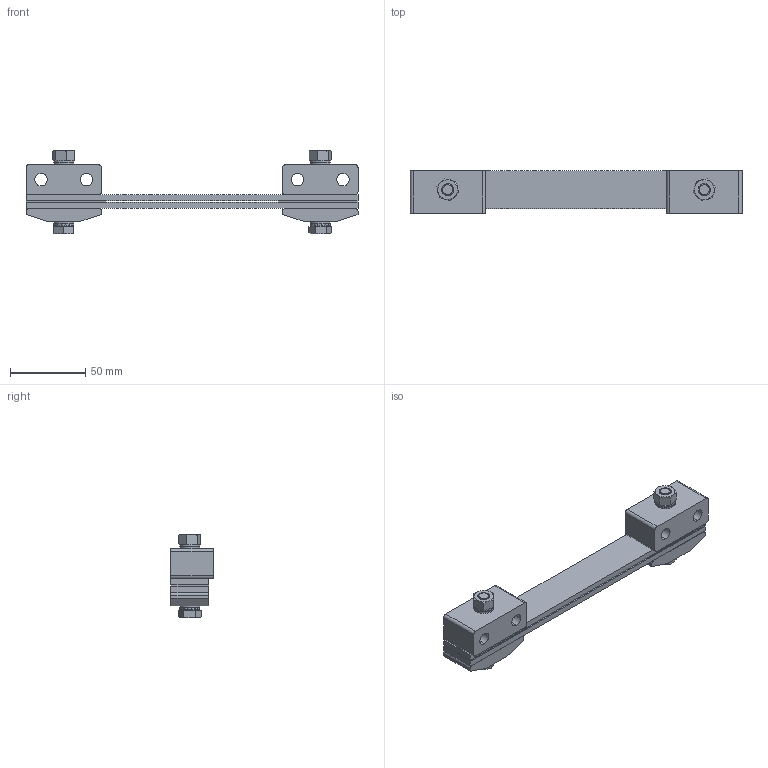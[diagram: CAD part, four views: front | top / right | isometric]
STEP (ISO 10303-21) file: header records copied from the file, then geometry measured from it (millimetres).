
FILE_DESCRIPTION (( 'STEP AP214' ), '1' );
FILE_NAME ('Blattfederkombination CC # 83315971.STEP', '2022-05-20T08:29:05', ( '' ), ( '' ), 'SwSTEP 2.0', 'SolidWorks 2015', '' );
FILE_SCHEMA (( 'AUTOMOTIVE_DESIGN' ));
Length unit declared in the file: millimetre
Products named in the file (1): Blattfederkombination CC # 83315971
Bounding box: 220 x 28 x 55.3 mm (x, y, z)
Volume: 119983.7 mm3; surface area: 59764.8 mm2
Topology: 16 solids, 16 shells, 686 faces, 1756 edges, 1104 vertices
Faces by surface type: plane 554, cylinder 80, cone 48, torus 4
Entity records: 20821 total; most frequent: CARTESIAN_POINT 4387, ORIENTED_EDGE 3512, DIRECTION 3118, EDGE_CURVE 1756, VECTOR 1336, LINE 1336, VERTEX_POINT 1104, AXIS2_PLACEMENT_3D 891
